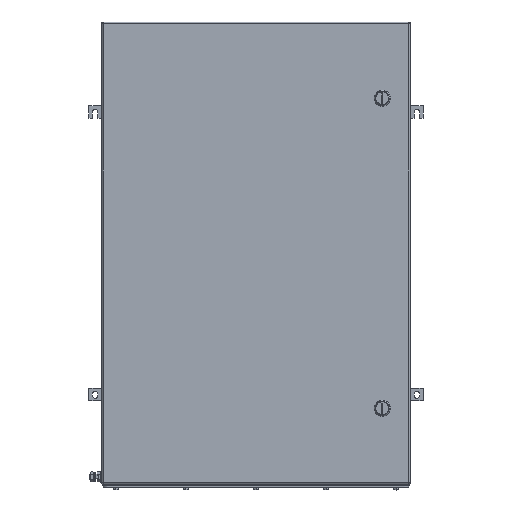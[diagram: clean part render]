
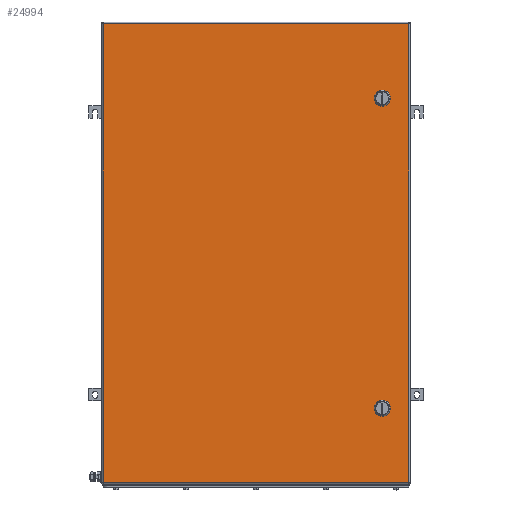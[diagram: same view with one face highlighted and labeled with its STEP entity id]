
A CAD part, top view. The second image highlights one B-rep face of the part: STEP entity #24994.
In plain terms, the highlighted planar face has unit normal (0, 0, 1).
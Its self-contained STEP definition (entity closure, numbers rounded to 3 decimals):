
#24808=AXIS2_PLACEMENT_3D('Circle Axis2P3D',#24806,#24807,$) ;
#24835=AXIS2_PLACEMENT_3D('Plane Axis2P3D',#24832,#24833,#24834) ;
#24880=AXIS2_PLACEMENT_3D('Circle Axis2P3D',#24878,#24879,$) ;
#24894=AXIS2_PLACEMENT_3D('Circle Axis2P3D',#24892,#24893,$) ;
#24908=AXIS2_PLACEMENT_3D('Circle Axis2P3D',#24906,#24907,$) ;
#24930=AXIS2_PLACEMENT_3D('Circle Axis2P3D',#24928,#24929,$) ;
#24946=AXIS2_PLACEMENT_3D('Circle Axis2P3D',#24944,#24945,$) ;
#24960=AXIS2_PLACEMENT_3D('Circle Axis2P3D',#24958,#24959,$) ;
#24974=AXIS2_PLACEMENT_3D('Circle Axis2P3D',#24972,#24973,$) ;
#24803=CARTESIAN_POINT('Vertex',(585.056,764.45,153.5)) ;
#24806=CARTESIAN_POINT('Axis2P3D Location',(580.,774.5,153.5)) ;
#24810=CARTESIAN_POINT('Vertex',(590.05,769.444,153.5)) ;
#24832=CARTESIAN_POINT('Axis2P3D Location',(330.5,468.,153.5)) ;
#24837=CARTESIAN_POINT('Line Origine',(330.5,921.5,153.5)) ;
#24841=CARTESIAN_POINT('Vertex',(632.,921.5,153.5)) ;
#24843=CARTESIAN_POINT('Vertex',(29.,921.5,153.5)) ;
#24846=CARTESIAN_POINT('Line Origine',(29.,468.,153.5)) ;
#24850=CARTESIAN_POINT('Vertex',(29.,14.5,153.5)) ;
#24853=CARTESIAN_POINT('Line Origine',(330.5,14.5,153.5)) ;
#24857=CARTESIAN_POINT('Vertex',(632.,14.5,153.5)) ;
#24860=CARTESIAN_POINT('Line Origine',(632.,468.,153.5)) ;
#24871=CARTESIAN_POINT('Line Origine',(580.,764.45,153.5)) ;
#24875=CARTESIAN_POINT('Vertex',(574.944,764.45,153.5)) ;
#24878=CARTESIAN_POINT('Axis2P3D Location',(580.,774.5,153.5)) ;
#24882=CARTESIAN_POINT('Vertex',(569.95,769.444,153.5)) ;
#24885=CARTESIAN_POINT('Line Origine',(569.95,774.5,153.5)) ;
#24889=CARTESIAN_POINT('Vertex',(569.95,779.556,153.5)) ;
#24892=CARTESIAN_POINT('Axis2P3D Location',(580.,774.5,153.5)) ;
#24896=CARTESIAN_POINT('Vertex',(574.944,784.55,153.5)) ;
#24899=CARTESIAN_POINT('Line Origine',(580.,784.55,153.5)) ;
#24903=CARTESIAN_POINT('Vertex',(585.056,784.55,153.5)) ;
#24906=CARTESIAN_POINT('Axis2P3D Location',(580.,774.5,153.5)) ;
#24910=CARTESIAN_POINT('Vertex',(590.05,779.556,153.5)) ;
#24913=CARTESIAN_POINT('Line Origine',(590.05,774.5,153.5)) ;
#24928=CARTESIAN_POINT('Axis2P3D Location',(580.,161.5,153.5)) ;
#24932=CARTESIAN_POINT('Vertex',(585.056,151.45,153.5)) ;
#24934=CARTESIAN_POINT('Vertex',(590.05,156.444,153.5)) ;
#24937=CARTESIAN_POINT('Line Origine',(580.,151.45,153.5)) ;
#24941=CARTESIAN_POINT('Vertex',(574.944,151.45,153.5)) ;
#24944=CARTESIAN_POINT('Axis2P3D Location',(580.,161.5,153.5)) ;
#24948=CARTESIAN_POINT('Vertex',(569.95,156.444,153.5)) ;
#24951=CARTESIAN_POINT('Line Origine',(569.95,161.5,153.5)) ;
#24955=CARTESIAN_POINT('Vertex',(569.95,166.556,153.5)) ;
#24958=CARTESIAN_POINT('Axis2P3D Location',(580.,161.5,153.5)) ;
#24962=CARTESIAN_POINT('Vertex',(574.944,171.55,153.5)) ;
#24965=CARTESIAN_POINT('Line Origine',(580.,171.55,153.5)) ;
#24969=CARTESIAN_POINT('Vertex',(585.056,171.55,153.5)) ;
#24972=CARTESIAN_POINT('Axis2P3D Location',(580.,161.5,153.5)) ;
#24976=CARTESIAN_POINT('Vertex',(590.05,166.556,153.5)) ;
#24979=CARTESIAN_POINT('Line Origine',(590.05,161.5,153.5)) ;
#24807=DIRECTION('Axis2P3D Direction',(0.,0.,1.)) ;
#24833=DIRECTION('Axis2P3D Direction',(0.,0.,1.)) ;
#24834=DIRECTION('Axis2P3D XDirection',(1.,0.,0.)) ;
#24838=DIRECTION('Vector Direction',(1.,0.,0.)) ;
#24847=DIRECTION('Vector Direction',(0.,-1.,0.)) ;
#24854=DIRECTION('Vector Direction',(1.,0.,0.)) ;
#24861=DIRECTION('Vector Direction',(0.,1.,0.)) ;
#24872=DIRECTION('Vector Direction',(1.,0.,0.)) ;
#24879=DIRECTION('Axis2P3D Direction',(0.,0.,1.)) ;
#24886=DIRECTION('Vector Direction',(0.,1.,0.)) ;
#24893=DIRECTION('Axis2P3D Direction',(0.,0.,1.)) ;
#24900=DIRECTION('Vector Direction',(1.,0.,0.)) ;
#24907=DIRECTION('Axis2P3D Direction',(0.,0.,1.)) ;
#24914=DIRECTION('Vector Direction',(0.,-1.,0.)) ;
#24929=DIRECTION('Axis2P3D Direction',(0.,0.,1.)) ;
#24938=DIRECTION('Vector Direction',(1.,0.,0.)) ;
#24945=DIRECTION('Axis2P3D Direction',(0.,0.,1.)) ;
#24952=DIRECTION('Vector Direction',(0.,1.,0.)) ;
#24959=DIRECTION('Axis2P3D Direction',(0.,0.,1.)) ;
#24966=DIRECTION('Vector Direction',(1.,0.,0.)) ;
#24973=DIRECTION('Axis2P3D Direction',(0.,0.,1.)) ;
#24980=DIRECTION('Vector Direction',(0.,-1.,0.)) ;
#24839=VECTOR('Line Direction',#24838,1.) ;
#24848=VECTOR('Line Direction',#24847,1.) ;
#24855=VECTOR('Line Direction',#24854,1.) ;
#24862=VECTOR('Line Direction',#24861,1.) ;
#24873=VECTOR('Line Direction',#24872,1.) ;
#24887=VECTOR('Line Direction',#24886,1.) ;
#24901=VECTOR('Line Direction',#24900,1.) ;
#24915=VECTOR('Line Direction',#24914,1.) ;
#24939=VECTOR('Line Direction',#24938,1.) ;
#24953=VECTOR('Line Direction',#24952,1.) ;
#24967=VECTOR('Line Direction',#24966,1.) ;
#24981=VECTOR('Line Direction',#24980,1.) ;
#24866=ORIENTED_EDGE('',*,*,#24845,.T.) ;
#24867=ORIENTED_EDGE('',*,*,#24852,.T.) ;
#24868=ORIENTED_EDGE('',*,*,#24859,.T.) ;
#24869=ORIENTED_EDGE('',*,*,#24864,.T.) ;
#24919=ORIENTED_EDGE('',*,*,#24877,.F.) ;
#24920=ORIENTED_EDGE('',*,*,#24884,.F.) ;
#24921=ORIENTED_EDGE('',*,*,#24891,.T.) ;
#24922=ORIENTED_EDGE('',*,*,#24898,.F.) ;
#24923=ORIENTED_EDGE('',*,*,#24905,.T.) ;
#24924=ORIENTED_EDGE('',*,*,#24912,.F.) ;
#24925=ORIENTED_EDGE('',*,*,#24917,.T.) ;
#24926=ORIENTED_EDGE('',*,*,#24812,.F.) ;
#24985=ORIENTED_EDGE('',*,*,#24936,.F.) ;
#24986=ORIENTED_EDGE('',*,*,#24943,.F.) ;
#24987=ORIENTED_EDGE('',*,*,#24950,.F.) ;
#24988=ORIENTED_EDGE('',*,*,#24957,.T.) ;
#24989=ORIENTED_EDGE('',*,*,#24964,.F.) ;
#24990=ORIENTED_EDGE('',*,*,#24971,.T.) ;
#24991=ORIENTED_EDGE('',*,*,#24978,.F.) ;
#24992=ORIENTED_EDGE('',*,*,#24983,.T.) ;
#24927=FACE_BOUND('',#24918,.T.) ;
#24993=FACE_BOUND('',#24984,.T.) ;
#24994=ADVANCED_FACE('ZUB_KTB_QL_916115_1GP_AllCATPart_AllCATPart.2\\ZUB_KTB_QL_916115_1GP_AllCATPart.2\\ZUB_DE_KTB_QL.1\\DE_KTB_MH_PART_MASTER.1\\Koerper.2',(#24870,#24927,#24993),#24836,.T.) ;
#24809=CIRCLE('generated circle',#24808,11.25) ;
#24881=CIRCLE('generated circle',#24880,11.25) ;
#24895=CIRCLE('generated circle',#24894,11.25) ;
#24909=CIRCLE('generated circle',#24908,11.25) ;
#24931=CIRCLE('generated circle',#24930,11.25) ;
#24947=CIRCLE('generated circle',#24946,11.25) ;
#24961=CIRCLE('generated circle',#24960,11.25) ;
#24975=CIRCLE('generated circle',#24974,11.25) ;
#24812=EDGE_CURVE('',#24804,#24811,#24809,.T.) ;
#24845=EDGE_CURVE('',#24842,#24844,#24840,.F.) ;
#24852=EDGE_CURVE('',#24844,#24851,#24849,.T.) ;
#24859=EDGE_CURVE('',#24851,#24858,#24856,.T.) ;
#24864=EDGE_CURVE('',#24858,#24842,#24863,.T.) ;
#24877=EDGE_CURVE('',#24876,#24804,#24874,.T.) ;
#24884=EDGE_CURVE('',#24883,#24876,#24881,.T.) ;
#24891=EDGE_CURVE('',#24883,#24890,#24888,.T.) ;
#24898=EDGE_CURVE('',#24897,#24890,#24895,.T.) ;
#24905=EDGE_CURVE('',#24897,#24904,#24902,.T.) ;
#24912=EDGE_CURVE('',#24911,#24904,#24909,.T.) ;
#24917=EDGE_CURVE('',#24911,#24811,#24916,.T.) ;
#24936=EDGE_CURVE('',#24933,#24935,#24931,.T.) ;
#24943=EDGE_CURVE('',#24942,#24933,#24940,.T.) ;
#24950=EDGE_CURVE('',#24949,#24942,#24947,.T.) ;
#24957=EDGE_CURVE('',#24949,#24956,#24954,.T.) ;
#24964=EDGE_CURVE('',#24963,#24956,#24961,.T.) ;
#24971=EDGE_CURVE('',#24963,#24970,#24968,.T.) ;
#24978=EDGE_CURVE('',#24977,#24970,#24975,.T.) ;
#24983=EDGE_CURVE('',#24977,#24935,#24982,.T.) ;
#24865=EDGE_LOOP('',(#24866,#24867,#24868,#24869)) ;
#24918=EDGE_LOOP('',(#24919,#24920,#24921,#24922,#24923,#24924,#24925,#24926)) ;
#24984=EDGE_LOOP('',(#24985,#24986,#24987,#24988,#24989,#24990,#24991,#24992)) ;
#24870=FACE_OUTER_BOUND('',#24865,.T.) ;
#24840=LINE('Line',#24837,#24839) ;
#24849=LINE('Line',#24846,#24848) ;
#24856=LINE('Line',#24853,#24855) ;
#24863=LINE('Line',#24860,#24862) ;
#24874=LINE('Line',#24871,#24873) ;
#24888=LINE('Line',#24885,#24887) ;
#24902=LINE('Line',#24899,#24901) ;
#24916=LINE('Line',#24913,#24915) ;
#24940=LINE('Line',#24937,#24939) ;
#24954=LINE('Line',#24951,#24953) ;
#24968=LINE('Line',#24965,#24967) ;
#24982=LINE('Line',#24979,#24981) ;
#24836=PLANE('',#24835) ;
#24804=VERTEX_POINT('',#24803) ;
#24811=VERTEX_POINT('',#24810) ;
#24842=VERTEX_POINT('',#24841) ;
#24844=VERTEX_POINT('',#24843) ;
#24851=VERTEX_POINT('',#24850) ;
#24858=VERTEX_POINT('',#24857) ;
#24876=VERTEX_POINT('',#24875) ;
#24883=VERTEX_POINT('',#24882) ;
#24890=VERTEX_POINT('',#24889) ;
#24897=VERTEX_POINT('',#24896) ;
#24904=VERTEX_POINT('',#24903) ;
#24911=VERTEX_POINT('',#24910) ;
#24933=VERTEX_POINT('',#24932) ;
#24935=VERTEX_POINT('',#24934) ;
#24942=VERTEX_POINT('',#24941) ;
#24949=VERTEX_POINT('',#24948) ;
#24956=VERTEX_POINT('',#24955) ;
#24963=VERTEX_POINT('',#24962) ;
#24970=VERTEX_POINT('',#24969) ;
#24977=VERTEX_POINT('',#24976) ;
